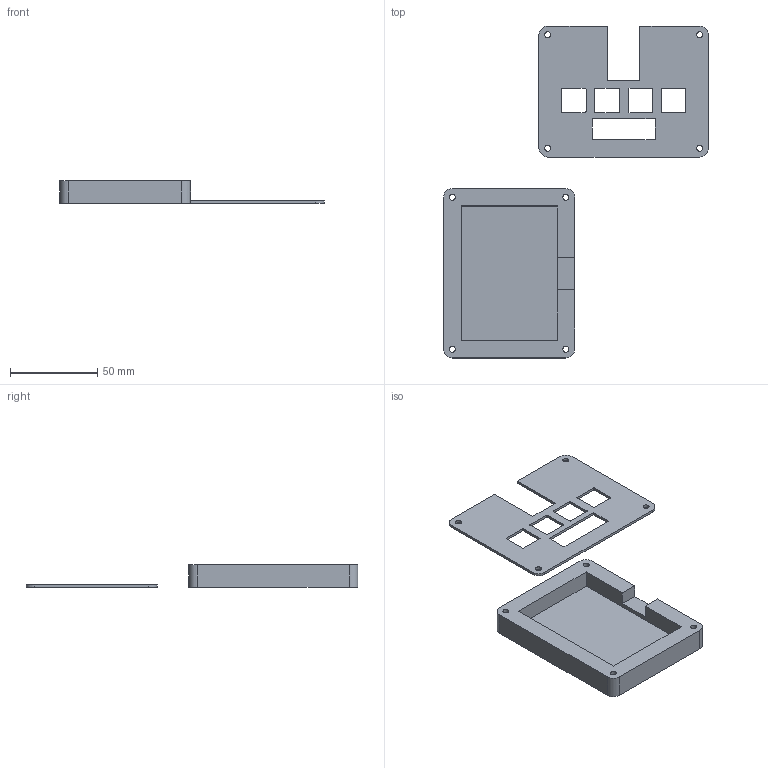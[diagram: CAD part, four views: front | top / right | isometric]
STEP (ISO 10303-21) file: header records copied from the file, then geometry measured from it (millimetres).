
FILE_DESCRIPTION(/* description */ (''),/* implementation_level */ '2;1');
FILE_NAME(/* name */ 'Pad Case + PCB.step',/* time_stamp */ '2025-11-28T21:20:44-08:00',/* author */ (''),/* organization */ (''),/* preprocessor_version */ 'ST-DEVELOPER v20.1',/* originating_system */ 'Autodesk Translation Framework v14.21.0.0',/* authorisation */ '');
FILE_SCHEMA (('AUTOMOTIVE_DESIGN { 1 0 10303 214 3 1 1 }'));
Length unit declared in the file: millimetre
Products named in the file (3): 2025-11-28-21-08-58-242; 2025-11-26-11-14-10-911; 2025-11-26-11-42-16-513
Assembly tree (2 placements, depth 2):
  2025-11-28-21-08-58-242
    2025-11-26-11-14-10-911
    2025-11-26-11-42-16-513
Bounding box: 151.6 x 190.06 x 13 mm (x, y, z)
Volume: 57972.9 mm3; surface area: 34063.5 mm2
Topology: 2 solids, 2 shells, 187 faces, 522 edges, 348 vertices
Faces by surface type: bspline 77, plane 74, cylinder 36
Full cylindrical faces by diameter (mm): 3.4 x8, 6 x4
Entity records: 6871 total; most frequent: CARTESIAN_POINT 2372, ORIENTED_EDGE 1044, DIRECTION 672, EDGE_CURVE 522, VERTEX_POINT 348, LINE 296, VECTOR 296, EDGE_LOOP 222
